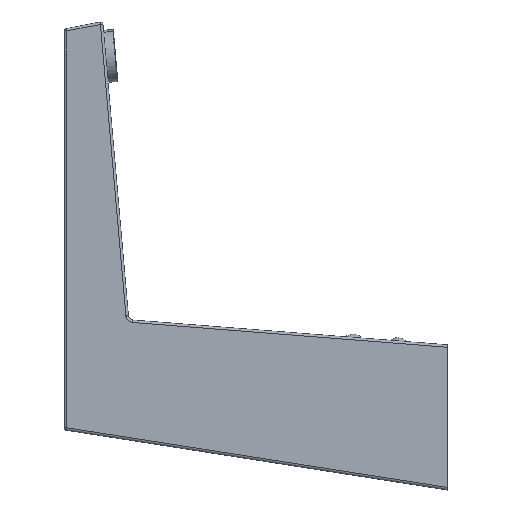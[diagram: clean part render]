
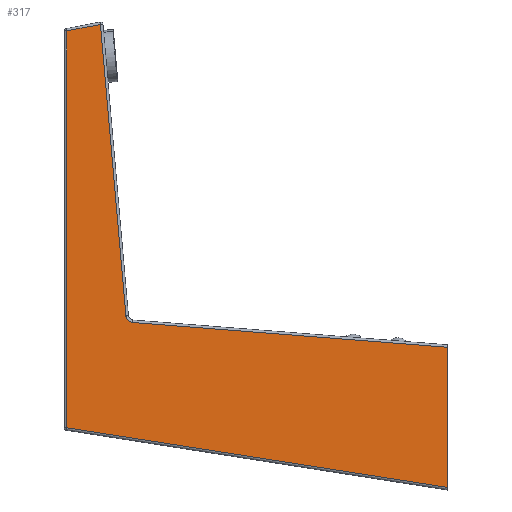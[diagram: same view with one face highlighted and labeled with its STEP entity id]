
A CAD part, left-side view. The second image highlights one B-rep face of the part: STEP entity #317.
In plain terms, the highlighted planar face has unit normal (-1, 0.011, 0.03).
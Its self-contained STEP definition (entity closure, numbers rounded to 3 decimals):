
#7 = CARTESIAN_POINT ( 'NONE',  ( -26.574, -0.5, -0.624 ) ) ;
#16 = CARTESIAN_POINT ( 'NONE',  ( -25.137, 153.21, -6.41 ) ) ;
#18 = DIRECTION ( 'NONE',  ( -0.999, 0.01, 0.03 ) ) ;
#32 = CARTESIAN_POINT ( 'NONE',  ( -24.147, 126.658, 35.913 ) ) ;
#84 = EDGE_CURVE ( 'NONE', #1328, #2742, #884, .T. ) ;
#178 = DIRECTION ( 'NONE',  ( 0.005, 0.982, -0.191 ) ) ;
#246 = VERTEX_POINT ( 'NONE', #2720 ) ;
#264 = LINE ( 'NONE', #728, #2125 ) ;
#317 = ADVANCED_FACE ( 'NONE', ( #505 ), #2195, .T. ) ;
#318 = VECTOR ( 'NONE', #733, 1000. ) ;
#325 = ORIENTED_EDGE ( 'NONE', *, *, #84, .T. ) ;
#385 = CARTESIAN_POINT ( 'NONE',  ( -20.42, 139.658, 155.758 ) ) ;
#405 = CARTESIAN_POINT ( 'NONE',  ( -24.147, 126.658, 35.913 ) ) ;
#431 = VECTOR ( 'NONE', #2701, 1000. ) ;
#505 = FACE_OUTER_BOUND ( 'NONE', #1813, .T. ) ;
#588 = EDGE_CURVE ( 'NONE', #1106, #2690, #2666, .T. ) ;
#701 = CARTESIAN_POINT ( 'NONE',  ( -24.084, 129.278, 37.114 ) ) ;
#728 = CARTESIAN_POINT ( 'NONE',  ( -27.399, 4.076, -29.764 ) ) ;
#733 = DIRECTION ( 'NONE',  ( 0.013, 0.997, 0.078 ) ) ;
#881 = CARTESIAN_POINT ( 'NONE',  ( -25.806, -2.585, 25.741 ) ) ;
#884 = LINE ( 'NONE', #881, #318 ) ;
#887 = ORIENTED_EDGE ( 'NONE', *, *, #1753, .T. ) ;
#926 = VECTOR ( 'NONE', #178, 1000. ) ;
#951 = DIRECTION ( 'NONE',  ( -0.015, -0.988, -0.155 ) ) ;
#959 = LINE ( 'NONE', #2892, #926 ) ;
#1025 = LINE ( 'NONE', #2820, #1373 ) ;
#1033 = CARTESIAN_POINT ( 'NONE',  ( -25.589, 125.013, -11.636 ) ) ;
#1058 = DIRECTION ( 'NONE',  ( -0.01, -1., 0. ) ) ;
#1106 = VERTEX_POINT ( 'NONE', #1164 ) ;
#1115 = EDGE_CURVE ( 'NONE', #246, #2229, #1200, .T. ) ;
#1164 = CARTESIAN_POINT ( 'NONE',  ( -24.036, 129.412, 38.642 ) ) ;
#1200 = LINE ( 'NONE', #1775, #2312 ) ;
#1328 = VERTEX_POINT ( 'NONE', #1489 ) ;
#1360 = CARTESIAN_POINT ( 'NONE',  ( -24.127, 128.188, 36.033 ) ) ;
#1371 = CARTESIAN_POINT ( 'NONE',  ( -27.461, 0., -30.402 ) ) ;
#1373 = VECTOR ( 'NONE', #2584, 1000. ) ;
#1489 = CARTESIAN_POINT ( 'NONE',  ( -25.773, 0., 25.945 ) ) ;
#1594 = ORIENTED_EDGE ( 'NONE', *, *, #588, .T. ) ;
#1688 = EDGE_CURVE ( 'NONE', #2742, #1106, #2036, .T. ) ;
#1700 = VERTEX_POINT ( 'NONE', #1371 ) ;
#1753 = EDGE_CURVE ( 'NONE', #2229, #1700, #264, .T. ) ;
#1766 = AXIS2_PLACEMENT_3D ( 'NONE', #7, #18, #1058 ) ;
#1775 = CARTESIAN_POINT ( 'NONE',  ( -25.138, 153.21, -6.439 ) ) ;
#1813 = EDGE_LOOP ( 'NONE', ( #887, #2346, #325, #2192, #1594, #2473, #2904 ) ) ;
#2036 =( BOUNDED_CURVE ( )  B_SPLINE_CURVE ( 3, ( #32, #1360, #701, #2275 ),
 .UNSPECIFIED., .F., .F. ) 
 B_SPLINE_CURVE_WITH_KNOTS ( ( 4, 4 ),
 ( 0.415, 1.82 ),
 .UNSPECIFIED. ) 
 CURVE ( )  GEOMETRIC_REPRESENTATION_ITEM ( )  RATIONAL_B_SPLINE_CURVE ( ( 1., 0.842, 0.842, 1. ) ) 
 REPRESENTATION_ITEM ( '' )  );
#2123 = DIRECTION ( 'NONE',  ( -0.03, 0., -1. ) ) ;
#2125 = VECTOR ( 'NONE', #951, 1000. ) ;
#2192 = ORIENTED_EDGE ( 'NONE', *, *, #1688, .T. ) ;
#2195 = PLANE ( 'NONE',  #1766 ) ;
#2229 = VERTEX_POINT ( 'NONE', #16 ) ;
#2275 = CARTESIAN_POINT ( 'NONE',  ( -24.036, 129.412, 38.642 ) ) ;
#2312 = VECTOR ( 'NONE', #2123, 1000. ) ;
#2346 = ORIENTED_EDGE ( 'NONE', *, *, #2556, .T. ) ;
#2473 = ORIENTED_EDGE ( 'NONE', *, *, #2698, .T. ) ;
#2556 = EDGE_CURVE ( 'NONE', #1700, #1328, #1025, .T. ) ;
#2584 = DIRECTION ( 'NONE',  ( 0.03, 0., 1. ) ) ;
#2666 = LINE ( 'NONE', #1033, #431 ) ;
#2690 = VERTEX_POINT ( 'NONE', #385 ) ;
#2698 = EDGE_CURVE ( 'NONE', #2690, #246, #959, .T. ) ;
#2701 = DIRECTION ( 'NONE',  ( 0.031, 0.087, 0.996 ) ) ;
#2720 = CARTESIAN_POINT ( 'NONE',  ( -20.357, 153.21, 153.123 ) ) ;
#2742 = VERTEX_POINT ( 'NONE', #405 ) ;
#2820 = CARTESIAN_POINT ( 'NONE',  ( -26.569, 0., -0.624 ) ) ;
#2892 = CARTESIAN_POINT ( 'NONE',  ( -20.357, 153.206, 153.124 ) ) ;
#2904 = ORIENTED_EDGE ( 'NONE', *, *, #1115, .T. ) ;
